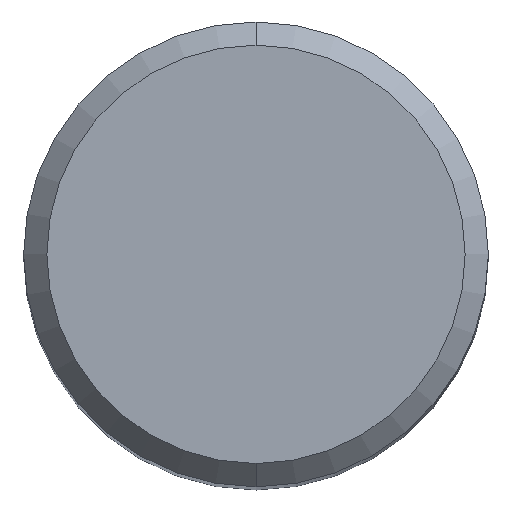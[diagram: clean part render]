
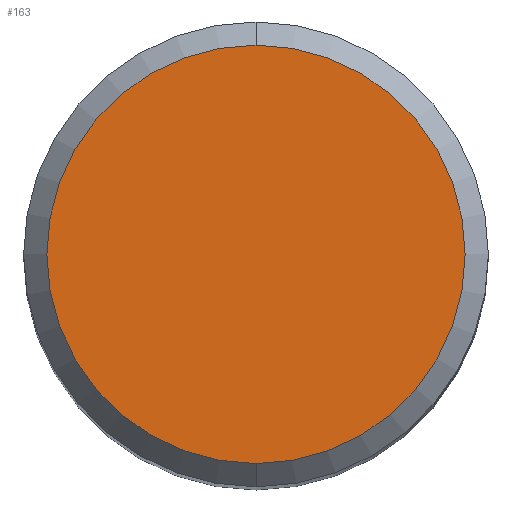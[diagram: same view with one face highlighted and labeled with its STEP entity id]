
A CAD part, top view. The second image highlights one B-rep face of the part: STEP entity #163.
In plain terms, the highlighted planar face has unit normal (0, 0, 1).
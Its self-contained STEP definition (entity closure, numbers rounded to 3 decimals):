
#107=EDGE_CURVE('',#195,#183,#259,.T.);
#163=ADVANCED_FACE('',(#323),#324,.T.);
#183=VERTEX_POINT('',#347);
#195=VERTEX_POINT('',#359);
#225=EDGE_CURVE('',#183,#195,#392,.T.);
#259=CIRCLE('',#421,4.5);
#323=FACE_OUTER_BOUND('',#501,.T.);
#324=PLANE('',#502);
#347=CARTESIAN_POINT('',(0.0,4.5,0.));
#359=CARTESIAN_POINT('',(0.,-4.5,0.));
#392=CIRCLE('',#592,4.5);
#421=AXIS2_PLACEMENT_3D('',#612,#613,#614);
#501=EDGE_LOOP('',(#707,#708));
#502=AXIS2_PLACEMENT_3D('',#709,#710,#711);
#592=AXIS2_PLACEMENT_3D('',#781,#782,#783);
#612=CARTESIAN_POINT('',(0.0,0.0,0.));
#613=DIRECTION('',(0.0,0.0,-1.0));
#614=DIRECTION('',(0.0,1.0,0.0));
#707=ORIENTED_EDGE('',*,*,#225,.F.);
#708=ORIENTED_EDGE('',*,*,#107,.F.);
#709=CARTESIAN_POINT('',(0.0,2.25,0.));
#710=DIRECTION('',(-0.0,0.0,1.0));
#711=DIRECTION('',(0.0,-1.0,0.0));
#781=CARTESIAN_POINT('',(0.0,0.0,0.));
#782=DIRECTION('',(0.0,0.0,-1.0));
#783=DIRECTION('',(0.0,1.0,0.0));
